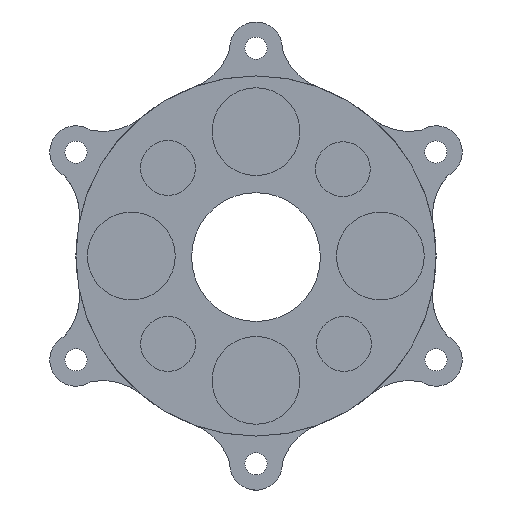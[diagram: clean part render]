
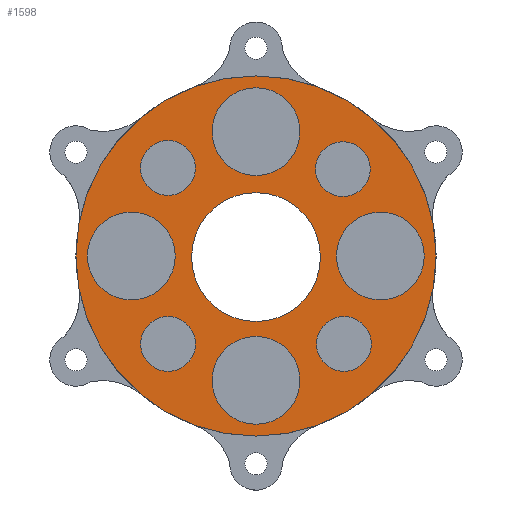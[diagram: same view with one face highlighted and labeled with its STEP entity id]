
A CAD part, front view. The second image highlights one B-rep face of the part: STEP entity #1598.
In plain terms, the highlighted planar face has unit normal (0, -1, 0).
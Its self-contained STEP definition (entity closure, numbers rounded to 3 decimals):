
#29=FACE_BOUND('',#395,.T.);
#30=FACE_BOUND('',#396,.T.);
#31=FACE_BOUND('',#397,.T.);
#32=FACE_BOUND('',#398,.T.);
#33=FACE_BOUND('',#399,.T.);
#34=FACE_BOUND('',#400,.T.);
#35=FACE_BOUND('',#401,.T.);
#36=FACE_BOUND('',#402,.T.);
#37=FACE_BOUND('',#403,.T.);
#67=PLANE('',#1836);
#153=CIRCLE('',#1765,65.);
#154=CIRCLE('',#1766,65.);
#156=CIRCLE('',#1769,9.9);
#157=CIRCLE('',#1770,9.9);
#160=CIRCLE('',#1775,9.9);
#161=CIRCLE('',#1776,9.9);
#164=CIRCLE('',#1781,9.9);
#165=CIRCLE('',#1782,9.9);
#168=CIRCLE('',#1787,9.9);
#169=CIRCLE('',#1788,9.9);
#174=CIRCLE('',#1795,15.85);
#175=CIRCLE('',#1796,15.85);
#178=CIRCLE('',#1801,15.85);
#179=CIRCLE('',#1802,15.85);
#182=CIRCLE('',#1807,15.85);
#183=CIRCLE('',#1808,15.85);
#186=CIRCLE('',#1813,15.85);
#187=CIRCLE('',#1814,15.85);
#195=CIRCLE('',#1827,23.25);
#196=CIRCLE('',#1828,23.25);
#293=FACE_OUTER_BOUND('',#394,.T.);
#394=EDGE_LOOP('',(#1358,#1359));
#395=EDGE_LOOP('',(#1360,#1361));
#396=EDGE_LOOP('',(#1362,#1363));
#397=EDGE_LOOP('',(#1364,#1365));
#398=EDGE_LOOP('',(#1366,#1367));
#399=EDGE_LOOP('',(#1368,#1369));
#400=EDGE_LOOP('',(#1370,#1371));
#401=EDGE_LOOP('',(#1372,#1373));
#402=EDGE_LOOP('',(#1374,#1375));
#403=EDGE_LOOP('',(#1376,#1377));
#666=VERTEX_POINT('',#2953);
#667=VERTEX_POINT('',#2955);
#668=VERTEX_POINT('',#2960);
#669=VERTEX_POINT('',#2961);
#672=VERTEX_POINT('',#2971);
#673=VERTEX_POINT('',#2972);
#676=VERTEX_POINT('',#2982);
#677=VERTEX_POINT('',#2983);
#680=VERTEX_POINT('',#2993);
#681=VERTEX_POINT('',#2994);
#686=VERTEX_POINT('',#3008);
#687=VERTEX_POINT('',#3010);
#690=VERTEX_POINT('',#3019);
#691=VERTEX_POINT('',#3021);
#694=VERTEX_POINT('',#3030);
#695=VERTEX_POINT('',#3032);
#698=VERTEX_POINT('',#3041);
#699=VERTEX_POINT('',#3043);
#704=VERTEX_POINT('',#3062);
#705=VERTEX_POINT('',#3063);
#875=EDGE_CURVE('',#666,#667,#153,.T.);
#876=EDGE_CURVE('',#667,#666,#154,.T.);
#878=EDGE_CURVE('',#668,#669,#156,.T.);
#879=EDGE_CURVE('',#669,#668,#157,.T.);
#883=EDGE_CURVE('',#672,#673,#160,.T.);
#884=EDGE_CURVE('',#673,#672,#161,.T.);
#888=EDGE_CURVE('',#676,#677,#164,.T.);
#889=EDGE_CURVE('',#677,#676,#165,.T.);
#893=EDGE_CURVE('',#680,#681,#168,.T.);
#894=EDGE_CURVE('',#681,#680,#169,.T.);
#901=EDGE_CURVE('',#687,#686,#174,.T.);
#902=EDGE_CURVE('',#686,#687,#175,.T.);
#906=EDGE_CURVE('',#691,#690,#178,.T.);
#907=EDGE_CURVE('',#690,#691,#179,.T.);
#911=EDGE_CURVE('',#695,#694,#182,.T.);
#912=EDGE_CURVE('',#694,#695,#183,.T.);
#916=EDGE_CURVE('',#699,#698,#186,.T.);
#917=EDGE_CURVE('',#698,#699,#187,.T.);
#925=EDGE_CURVE('',#704,#705,#195,.T.);
#926=EDGE_CURVE('',#705,#704,#196,.T.);
#1358=ORIENTED_EDGE('',*,*,#876,.F.);
#1359=ORIENTED_EDGE('',*,*,#875,.F.);
#1360=ORIENTED_EDGE('',*,*,#878,.T.);
#1361=ORIENTED_EDGE('',*,*,#879,.T.);
#1362=ORIENTED_EDGE('',*,*,#883,.T.);
#1363=ORIENTED_EDGE('',*,*,#884,.T.);
#1364=ORIENTED_EDGE('',*,*,#888,.T.);
#1365=ORIENTED_EDGE('',*,*,#889,.T.);
#1366=ORIENTED_EDGE('',*,*,#893,.T.);
#1367=ORIENTED_EDGE('',*,*,#894,.T.);
#1368=ORIENTED_EDGE('',*,*,#901,.T.);
#1369=ORIENTED_EDGE('',*,*,#902,.T.);
#1370=ORIENTED_EDGE('',*,*,#906,.T.);
#1371=ORIENTED_EDGE('',*,*,#907,.T.);
#1372=ORIENTED_EDGE('',*,*,#911,.T.);
#1373=ORIENTED_EDGE('',*,*,#912,.T.);
#1374=ORIENTED_EDGE('',*,*,#916,.T.);
#1375=ORIENTED_EDGE('',*,*,#917,.T.);
#1376=ORIENTED_EDGE('',*,*,#925,.T.);
#1377=ORIENTED_EDGE('',*,*,#926,.T.);
#1598=ADVANCED_FACE('',(#293,#29,#30,#31,#32,#33,#34,#35,#36,#37),#67,.F.);
#1765=AXIS2_PLACEMENT_3D('',#2956,#2186,#2187);
#1766=AXIS2_PLACEMENT_3D('',#2957,#2188,#2189);
#1769=AXIS2_PLACEMENT_3D('',#2962,#2194,#2195);
#1770=AXIS2_PLACEMENT_3D('',#2963,#2196,#2197);
#1775=AXIS2_PLACEMENT_3D('',#2973,#2207,#2208);
#1776=AXIS2_PLACEMENT_3D('',#2974,#2209,#2210);
#1781=AXIS2_PLACEMENT_3D('',#2984,#2220,#2221);
#1782=AXIS2_PLACEMENT_3D('',#2985,#2222,#2223);
#1787=AXIS2_PLACEMENT_3D('',#2995,#2233,#2234);
#1788=AXIS2_PLACEMENT_3D('',#2996,#2235,#2236);
#1795=AXIS2_PLACEMENT_3D('',#3011,#2251,#2252);
#1796=AXIS2_PLACEMENT_3D('',#3012,#2253,#2254);
#1801=AXIS2_PLACEMENT_3D('',#3022,#2264,#2265);
#1802=AXIS2_PLACEMENT_3D('',#3023,#2266,#2267);
#1807=AXIS2_PLACEMENT_3D('',#3033,#2277,#2278);
#1808=AXIS2_PLACEMENT_3D('',#3034,#2279,#2280);
#1813=AXIS2_PLACEMENT_3D('',#3044,#2290,#2291);
#1814=AXIS2_PLACEMENT_3D('',#3045,#2292,#2293);
#1827=AXIS2_PLACEMENT_3D('',#3064,#2318,#2319);
#1828=AXIS2_PLACEMENT_3D('',#3065,#2320,#2321);
#1836=AXIS2_PLACEMENT_3D('',#3078,#2338,#2339);
#2186=DIRECTION('center_axis',(0.,1.,0.));
#2187=DIRECTION('ref_axis',(-1.,0.,0.));
#2188=DIRECTION('center_axis',(0.,1.,0.));
#2189=DIRECTION('ref_axis',(-1.,0.,0.));
#2194=DIRECTION('center_axis',(0.,1.,0.));
#2195=DIRECTION('ref_axis',(1.,0.,0.));
#2196=DIRECTION('center_axis',(0.,1.,0.));
#2197=DIRECTION('ref_axis',(1.,0.,0.));
#2207=DIRECTION('center_axis',(0.,1.,0.));
#2208=DIRECTION('ref_axis',(1.,0.,0.));
#2209=DIRECTION('center_axis',(0.,1.,0.));
#2210=DIRECTION('ref_axis',(1.,0.,0.));
#2220=DIRECTION('center_axis',(0.,1.,0.));
#2221=DIRECTION('ref_axis',(1.,0.,0.));
#2222=DIRECTION('center_axis',(0.,1.,0.));
#2223=DIRECTION('ref_axis',(1.,0.,0.));
#2233=DIRECTION('center_axis',(0.,1.,0.));
#2234=DIRECTION('ref_axis',(1.,0.,0.));
#2235=DIRECTION('center_axis',(0.,1.,0.));
#2236=DIRECTION('ref_axis',(1.,0.,0.));
#2251=DIRECTION('center_axis',(0.,1.,0.));
#2252=DIRECTION('ref_axis',(1.,0.,0.));
#2253=DIRECTION('center_axis',(0.,1.,0.));
#2254=DIRECTION('ref_axis',(1.,0.,0.));
#2264=DIRECTION('center_axis',(0.,1.,0.));
#2265=DIRECTION('ref_axis',(1.,0.,0.));
#2266=DIRECTION('center_axis',(0.,1.,0.));
#2267=DIRECTION('ref_axis',(1.,0.,0.));
#2277=DIRECTION('center_axis',(0.,1.,0.));
#2278=DIRECTION('ref_axis',(1.,0.,0.));
#2279=DIRECTION('center_axis',(0.,1.,0.));
#2280=DIRECTION('ref_axis',(1.,0.,0.));
#2290=DIRECTION('center_axis',(0.,1.,0.));
#2291=DIRECTION('ref_axis',(1.,0.,0.));
#2292=DIRECTION('center_axis',(0.,1.,0.));
#2293=DIRECTION('ref_axis',(1.,0.,0.));
#2318=DIRECTION('center_axis',(0.,1.,0.));
#2319=DIRECTION('ref_axis',(1.,0.,0.));
#2320=DIRECTION('center_axis',(0.,1.,0.));
#2321=DIRECTION('ref_axis',(1.,0.,0.));
#2338=DIRECTION('center_axis',(0.,1.,0.));
#2339=DIRECTION('ref_axis',(0.,0.,1.));
#2953=CARTESIAN_POINT('',(65.,0.,0.));
#2955=CARTESIAN_POINT('',(-65.,0.,0.));
#2956=CARTESIAN_POINT('Origin',(0.,0.,0.));
#2957=CARTESIAN_POINT('Origin',(0.,0.,0.));
#2960=CARTESIAN_POINT('',(-21.871,0.,31.771));
#2961=CARTESIAN_POINT('',(-41.671,0.,31.771));
#2962=CARTESIAN_POINT('Origin',(-31.771,0.,31.771));
#2963=CARTESIAN_POINT('Origin',(-31.771,0.,31.771));
#2971=CARTESIAN_POINT('',(-21.841,0.,-31.741));
#2972=CARTESIAN_POINT('',(-41.641,0.,-31.741));
#2973=CARTESIAN_POINT('Origin',(-31.741,0.,-31.741));
#2974=CARTESIAN_POINT('Origin',(-31.741,0.,-31.741));
#2982=CARTESIAN_POINT('',(41.258,0.,31.358));
#2983=CARTESIAN_POINT('',(21.458,0.,31.358));
#2984=CARTESIAN_POINT('Origin',(31.358,0.,31.358));
#2985=CARTESIAN_POINT('Origin',(31.358,0.,31.358));
#2993=CARTESIAN_POINT('',(41.641,0.,-31.741));
#2994=CARTESIAN_POINT('',(21.841,0.,-31.741));
#2995=CARTESIAN_POINT('Origin',(31.741,0.,-31.741));
#2996=CARTESIAN_POINT('Origin',(31.741,0.,-31.741));
#3008=CARTESIAN_POINT('',(29.039,0.,0.));
#3010=CARTESIAN_POINT('',(60.739,0.,0.));
#3011=CARTESIAN_POINT('Origin',(44.889,0.,0.));
#3012=CARTESIAN_POINT('Origin',(44.889,0.,0.));
#3019=CARTESIAN_POINT('',(-15.85,0.,-44.889));
#3021=CARTESIAN_POINT('',(15.85,0.,-44.889));
#3022=CARTESIAN_POINT('Origin',(0.,0.,-44.889));
#3023=CARTESIAN_POINT('Origin',(0.,0.,-44.889));
#3030=CARTESIAN_POINT('',(-60.85,0.,0.));
#3032=CARTESIAN_POINT('',(-29.15,0.,0.));
#3033=CARTESIAN_POINT('Origin',(-45.,0.,0.));
#3034=CARTESIAN_POINT('Origin',(-45.,0.,0.));
#3041=CARTESIAN_POINT('',(-15.85,0.,44.889));
#3043=CARTESIAN_POINT('',(15.85,0.,44.889));
#3044=CARTESIAN_POINT('Origin',(0.,0.,44.889));
#3045=CARTESIAN_POINT('Origin',(0.,0.,44.889));
#3062=CARTESIAN_POINT('',(23.25,0.,-0.395));
#3063=CARTESIAN_POINT('',(-23.25,0.,-0.395));
#3064=CARTESIAN_POINT('Origin',(0.,0.,-0.395));
#3065=CARTESIAN_POINT('Origin',(0.,0.,-0.395));
#3078=CARTESIAN_POINT('Origin',(0.,0.,0.));
